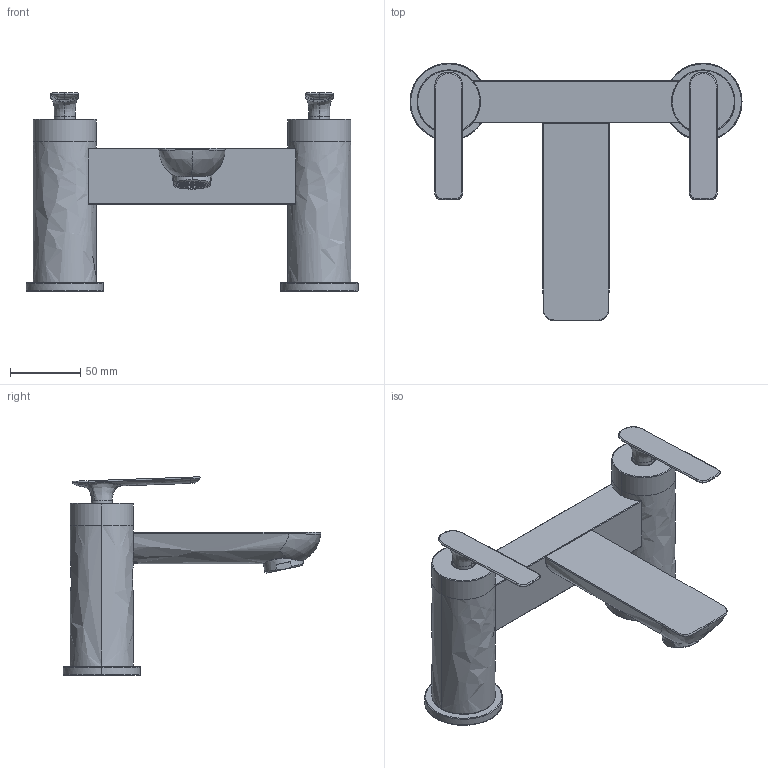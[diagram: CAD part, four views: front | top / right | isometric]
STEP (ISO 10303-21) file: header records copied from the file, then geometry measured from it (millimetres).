
FILE_DESCRIPTION(/* description */ (''),/* implementation_level */ '2;1');
FILE_NAME(/* name */ 'MELABA~1',/* time_stamp */ '2015-05-25T11:12:18+02:00',/* author */ (''),/* organization */ (''),/* preprocessor_version */ 'ST-DEVELOPER v15',/* originating_system */ '',/* authorisation */ '');
FILE_SCHEMA (('AUTOMOTIVE_DESIGN'));
Length unit declared in the file: millimetre
Products named in the file (1): Document
Bounding box: 235.54 x 183 x 140.74 mm (x, y, z)
Volume: 163377.7 mm3; surface area: 134602.4 mm2
Topology: 14 solids, 118 shells, 770 faces, 2269 edges, 1635 vertices
Faces by surface type: bspline 558, plane 212
Entity records: 47988 total; most frequent: CARTESIAN_POINT 35060, ORIENTED_EDGE 4001, EDGE_CURVE 2253, VERTEX_POINT 1635, B_SPLINE_CURVE_WITH_KNOTS 1390, EDGE_LOOP 865, ADVANCED_FACE 770, FACE_OUTER_BOUND 770
